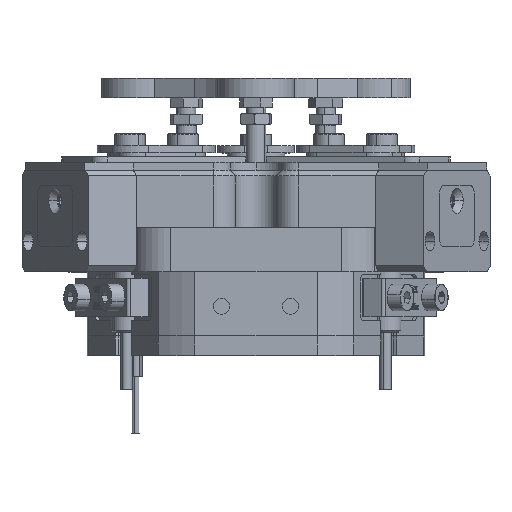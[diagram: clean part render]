
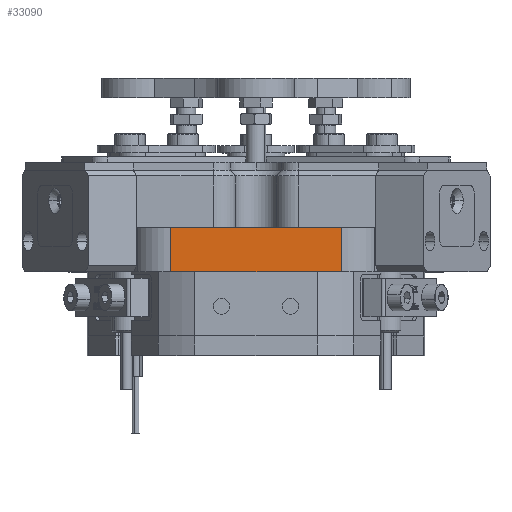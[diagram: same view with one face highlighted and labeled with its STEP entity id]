
A CAD part, top view. The second image highlights one B-rep face of the part: STEP entity #33090.
In plain terms, the highlighted planar face has unit normal (0, 0, 1).
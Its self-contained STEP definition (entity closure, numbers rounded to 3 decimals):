
#2894 = DIRECTION ( 'NONE',  ( 0., 1., 0. ) ) ;
#8369 = VERTEX_POINT ( 'NONE', #33610 ) ;
#11565 = PLANE ( 'NONE',  #52664 ) ;
#12641 = DIRECTION ( 'NONE',  ( -1., 0., 0. ) ) ;
#13565 = EDGE_LOOP ( 'NONE', ( #51089, #21190, #24377, #34147 ) ) ;
#13575 = VERTEX_POINT ( 'NONE', #53133 ) ;
#15450 = VECTOR ( 'NONE', #21705, 1000. ) ;
#21190 = ORIENTED_EDGE ( 'NONE', *, *, #50672, .T. ) ;
#21527 = EDGE_CURVE ( 'NONE', #46168, #13575, #49884, .T. ) ;
#21674 = DIRECTION ( 'NONE',  ( 1., 0., 0. ) ) ;
#21705 = DIRECTION ( 'NONE',  ( 0., -1., 0. ) ) ;
#21908 = CARTESIAN_POINT ( 'NONE',  ( 22.228, 16.7, 43.5 ) ) ;
#24377 = ORIENTED_EDGE ( 'NONE', *, *, #36566, .F. ) ;
#25029 = VERTEX_POINT ( 'NONE', #61410 ) ;
#25905 = FACE_OUTER_BOUND ( 'NONE', #13565, .T. ) ;
#28184 = LINE ( 'NONE', #43597, #62634 ) ;
#28616 = CARTESIAN_POINT ( 'NONE',  ( 22.228, -329.685, 43.5 ) ) ;
#32465 = DIRECTION ( 'NONE',  ( 0., 0., 1. ) ) ;
#32905 = CARTESIAN_POINT ( 'NONE',  ( 75.344, -329.685, 43.5 ) ) ;
#33090 = ADVANCED_FACE ( 'NONE', ( #25905 ), #11565, .T. ) ;
#33610 = CARTESIAN_POINT ( 'NONE',  ( -22.228, 16.7, 43.5 ) ) ;
#34147 = ORIENTED_EDGE ( 'NONE', *, *, #21527, .T. ) ;
#36566 = EDGE_CURVE ( 'NONE', #46168, #8369, #57545, .T. ) ;
#38351 = LINE ( 'NONE', #42549, #15450 ) ;
#42549 = CARTESIAN_POINT ( 'NONE',  ( -22.228, -329.685, 43.5 ) ) ;
#43597 = CARTESIAN_POINT ( 'NONE',  ( 75.344, 28.2, 43.5 ) ) ;
#46168 = VERTEX_POINT ( 'NONE', #21908 ) ;
#46741 = EDGE_CURVE ( 'NONE', #13575, #25029, #28184, .T. ) ;
#49884 = LINE ( 'NONE', #28616, #57985 ) ;
#50672 = EDGE_CURVE ( 'NONE', #25029, #8369, #38351, .T. ) ;
#51089 = ORIENTED_EDGE ( 'NONE', *, *, #46741, .T. ) ;
#52664 = AXIS2_PLACEMENT_3D ( 'NONE', #32905, #32465, #21674 ) ;
#53133 = CARTESIAN_POINT ( 'NONE',  ( 22.228, 28.2, 43.5 ) ) ;
#55719 = DIRECTION ( 'NONE',  ( -1., 0., 0. ) ) ;
#55918 = VECTOR ( 'NONE', #55719, 1000. ) ;
#57545 = LINE ( 'NONE', #60331, #55918 ) ;
#57985 = VECTOR ( 'NONE', #2894, 1000. ) ;
#60331 = CARTESIAN_POINT ( 'NONE',  ( 75.344, 16.7, 43.5 ) ) ;
#61410 = CARTESIAN_POINT ( 'NONE',  ( -22.228, 28.2, 43.5 ) ) ;
#62634 = VECTOR ( 'NONE', #12641, 1000. ) ;
